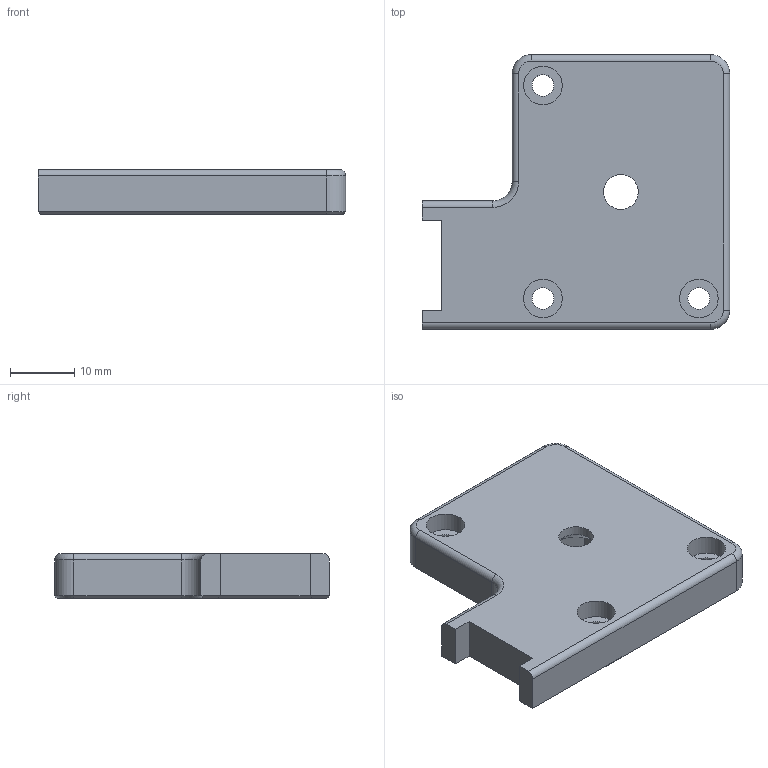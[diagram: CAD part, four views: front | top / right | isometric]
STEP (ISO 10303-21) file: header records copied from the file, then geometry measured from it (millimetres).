
FILE_DESCRIPTION(/* description */ (''),/* implementation_level */ '2;1');
FILE_NAME(/* name */ 'base_plate_right.stp',/* time_stamp */ '2022-02-10T13:56:45+01:00',/* author */ ('Hans'),/* organization */ (''),/* preprocessor_version */ 'ST-DEVELOPER v18.1',/* originating_system */ 'Autodesk Inventor 2022',/* authorisation */ '');
FILE_SCHEMA (('AUTOMOTIVE_DESIGN { 1 0 10303 214 3 1 1 }'));
Length unit declared in the file: millimetre
Products named in the file (1): base_plate_left
Bounding box: 47.9 x 42.8 x 7 mm (x, y, z)
Volume: 11045.6 mm3; surface area: 4881.2 mm2
Topology: 1 solids, 1 shells, 65 faces, 147 edges, 87 vertices
Faces by surface type: plane 37, cylinder 16, cone 8, torus 4
Full cylindrical faces by diameter (mm): 3.4 x3, 5.4 x1, 6 x3
Entity records: 1908 total; most frequent: DIRECTION 328, CARTESIAN_POINT 300, ORIENTED_EDGE 294, EDGE_CURVE 147, AXIS2_PLACEMENT_3D 115, LINE 98, VECTOR 98, VERTEX_POINT 87
